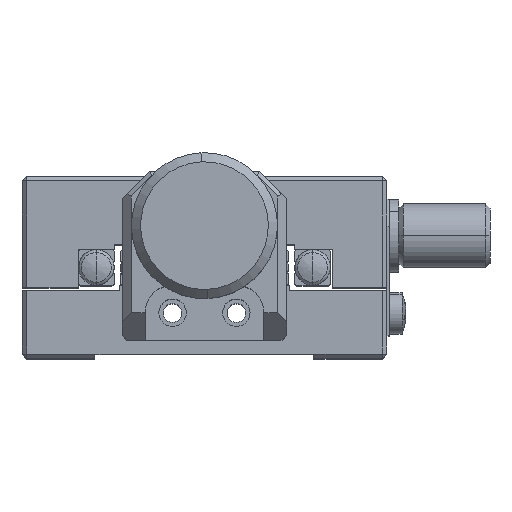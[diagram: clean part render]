
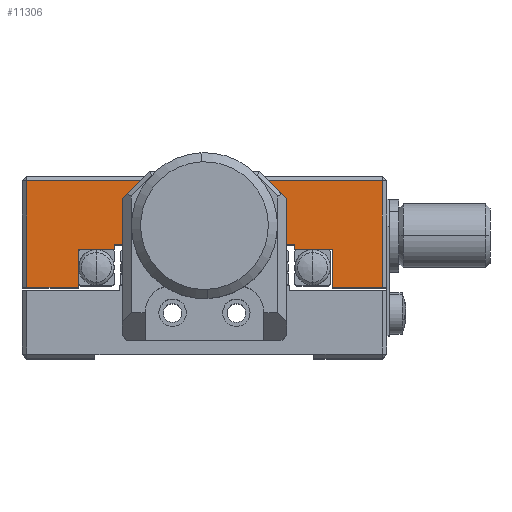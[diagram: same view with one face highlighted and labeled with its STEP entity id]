
A CAD part, top view. The second image highlights one B-rep face of the part: STEP entity #11306.
In plain terms, the highlighted planar face has unit normal (0, 0, 1).
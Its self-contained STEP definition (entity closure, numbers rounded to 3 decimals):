
#210 = LINE ( 'NONE', #7988, #16131 ) ;
#214 = DIRECTION ( 'NONE',  ( 0., 0., 1. ) ) ;
#631 = DIRECTION ( 'NONE',  ( -1., 0., 0. ) ) ;
#691 = CARTESIAN_POINT ( 'NONE',  ( 10.391, -1.02, 71.3 ) ) ;
#753 = LINE ( 'NONE', #16259, #9929 ) ;
#822 = LINE ( 'NONE', #4639, #8055 ) ;
#910 = EDGE_CURVE ( 'NONE', #4278, #18881, #13524, .T. ) ;
#1040 = DIRECTION ( 'NONE',  ( -1., 0., 0. ) ) ;
#1277 = EDGE_CURVE ( 'NONE', #8754, #17354, #6254, .T. ) ;
#1402 = DIRECTION ( 'NONE',  ( -1., 0., 0. ) ) ;
#1473 = FACE_BOUND ( 'NONE', #13678, .T. ) ;
#1563 = ORIENTED_EDGE ( 'NONE', *, *, #19114, .F. ) ;
#1785 = VECTOR ( 'NONE', #9144, 1000. ) ;
#1995 = EDGE_CURVE ( 'NONE', #18807, #19795, #210, .T. ) ;
#2042 = VECTOR ( 'NONE', #2181, 1000. ) ;
#2142 = CARTESIAN_POINT ( 'NONE',  ( 10.391, -5.22, 71.3 ) ) ;
#2181 = DIRECTION ( 'NONE',  ( 0., -1., 0. ) ) ;
#2783 = CARTESIAN_POINT ( 'NONE',  ( -5.109, 1.48, 71.3 ) ) ;
#2844 = CARTESIAN_POINT ( 'NONE',  ( -23.109, -5.22, 71.3 ) ) ;
#3200 = LINE ( 'NONE', #18393, #19131 ) ;
#3394 = CARTESIAN_POINT ( 'NONE',  ( -23.109, -5.22, 71.3 ) ) ;
#3454 = AXIS2_PLACEMENT_3D ( 'NONE', #12555, #214, #17204 ) ;
#3712 = VERTEX_POINT ( 'NONE', #16088 ) ;
#3823 = CARTESIAN_POINT ( 'NONE',  ( 15.891, -5.22, 71.3 ) ) ;
#3985 = AXIS2_PLACEMENT_3D ( 'NONE', #7678, #16936, #6331 ) ;
#4278 = VERTEX_POINT ( 'NONE', #15372 ) ;
#4430 = VECTOR ( 'NONE', #14591, 1000. ) ;
#4585 = EDGE_CURVE ( 'NONE', #10552, #19737, #10853, .T. ) ;
#4639 = CARTESIAN_POINT ( 'NONE',  ( 10.391, -1.02, 71.3 ) ) ;
#4703 = VERTEX_POINT ( 'NONE', #7652 ) ;
#5097 = VECTOR ( 'NONE', #1040, 1000. ) ;
#5242 = ORIENTED_EDGE ( 'NONE', *, *, #1277, .T. ) ;
#5484 = CARTESIAN_POINT ( 'NONE',  ( 15.891, 6.48, 71.3 ) ) ;
#5646 = DIRECTION ( 'NONE',  ( -1., 0., 0. ) ) ;
#5730 = CIRCLE ( 'NONE', #3985, 1.5 ) ;
#5885 = LINE ( 'NONE', #12190, #1785 ) ;
#6221 = CARTESIAN_POINT ( 'NONE',  ( 10.391, -1.02, 71.3 ) ) ;
#6254 = LINE ( 'NONE', #12043, #5097 ) ;
#6331 = DIRECTION ( 'NONE',  ( -1., 0., 0. ) ) ;
#6559 = LINE ( 'NONE', #3823, #4430 ) ;
#7079 = CARTESIAN_POINT ( 'NONE',  ( -23.109, 6.48, 71.3 ) ) ;
#7243 = CARTESIAN_POINT ( 'NONE',  ( -3.609, 1.48, 71.3 ) ) ;
#7510 = DIRECTION ( 'NONE',  ( 1., 0., 0. ) ) ;
#7652 = CARTESIAN_POINT ( 'NONE',  ( -17.409, -1.02, 71.3 ) ) ;
#7678 = CARTESIAN_POINT ( 'NONE',  ( -3.609, 1.48, 71.3 ) ) ;
#7840 = VERTEX_POINT ( 'NONE', #15781 ) ;
#7983 = FACE_OUTER_BOUND ( 'NONE', #14840, .T. ) ;
#7988 = CARTESIAN_POINT ( 'NONE',  ( 16.391, -5.22, 71.3 ) ) ;
#8055 = VECTOR ( 'NONE', #13914, 1000. ) ;
#8502 = ORIENTED_EDGE ( 'NONE', *, *, #16733, .T. ) ;
#8564 = EDGE_CURVE ( 'NONE', #16111, #10552, #822, .T. ) ;
#8754 = VERTEX_POINT ( 'NONE', #5484 ) ;
#8797 = EDGE_CURVE ( 'NONE', #3712, #7840, #13613, .T. ) ;
#9144 = DIRECTION ( 'NONE',  ( 0., -1., 0. ) ) ;
#9220 = AXIS2_PLACEMENT_3D ( 'NONE', #7243, #11909, #5646 ) ;
#9436 = PLANE ( 'NONE',  #3454 ) ;
#9542 = VERTEX_POINT ( 'NONE', #10690 ) ;
#9929 = VECTOR ( 'NONE', #19404, 1000. ) ;
#10552 = VERTEX_POINT ( 'NONE', #2142 ) ;
#10622 = VECTOR ( 'NONE', #7510, 1000. ) ;
#10636 = CARTESIAN_POINT ( 'NONE',  ( 16.391, -5.22, 71.3 ) ) ;
#10690 = CARTESIAN_POINT ( 'NONE',  ( 6.291, -0.52, 71.3 ) ) ;
#10853 = LINE ( 'NONE', #10636, #10622 ) ;
#10924 = ORIENTED_EDGE ( 'NONE', *, *, #11173, .F. ) ;
#10977 = DIRECTION ( 'NONE',  ( 1., 0., 0. ) ) ;
#11071 = LINE ( 'NONE', #691, #16394 ) ;
#11173 = EDGE_CURVE ( 'NONE', #4703, #19795, #753, .T. ) ;
#11306 = ADVANCED_FACE ( 'NONE', ( #7983, #1473 ), #9436, .T. ) ;
#11427 = ORIENTED_EDGE ( 'NONE', *, *, #8564, .T. ) ;
#11701 = ORIENTED_EDGE ( 'NONE', *, *, #13350, .T. ) ;
#11909 = DIRECTION ( 'NONE',  ( 0., 0., -1. ) ) ;
#11943 = ORIENTED_EDGE ( 'NONE', *, *, #19891, .F. ) ;
#12043 = CARTESIAN_POINT ( 'NONE',  ( 16.391, 6.48, 71.3 ) ) ;
#12190 = CARTESIAN_POINT ( 'NONE',  ( 6.291, -0.52, 71.3 ) ) ;
#12199 = CARTESIAN_POINT ( 'NONE',  ( 10.391, -1.02, 71.3 ) ) ;
#12394 = ORIENTED_EDGE ( 'NONE', *, *, #8797, .F. ) ;
#12414 = ORIENTED_EDGE ( 'NONE', *, *, #15478, .T. ) ;
#12555 = CARTESIAN_POINT ( 'NONE',  ( 16.391, -5.22, 71.3 ) ) ;
#12618 = DIRECTION ( 'NONE',  ( 0., -1., 0. ) ) ;
#12875 = ORIENTED_EDGE ( 'NONE', *, *, #910, .T. ) ;
#12944 = CARTESIAN_POINT ( 'NONE',  ( 6.291, -1.02, 71.3 ) ) ;
#13165 = CARTESIAN_POINT ( 'NONE',  ( -13.509, -0.52, 71.3 ) ) ;
#13350 = EDGE_CURVE ( 'NONE', #18881, #4278, #5730, .T. ) ;
#13436 = ORIENTED_EDGE ( 'NONE', *, *, #1995, .T. ) ;
#13524 = CIRCLE ( 'NONE', #9220, 1.5 ) ;
#13533 = DIRECTION ( 'NONE',  ( -1., 0., 0. ) ) ;
#13613 = LINE ( 'NONE', #13165, #2042 ) ;
#13678 = EDGE_LOOP ( 'NONE', ( #11701, #12875 ) ) ;
#13914 = DIRECTION ( 'NONE',  ( 0., -1., 0. ) ) ;
#14433 = VECTOR ( 'NONE', #1402, 1000. ) ;
#14591 = DIRECTION ( 'NONE',  ( 0., 1., 0. ) ) ;
#14597 = VERTEX_POINT ( 'NONE', #12944 ) ;
#14840 = EDGE_LOOP ( 'NONE', ( #15588, #15276, #5242, #8502, #13436, #10924, #11943, #12394, #18203, #12414, #1563, #11427 ) ) ;
#15276 = ORIENTED_EDGE ( 'NONE', *, *, #17324, .T. ) ;
#15372 = CARTESIAN_POINT ( 'NONE',  ( -2.109, 1.48, 71.3 ) ) ;
#15478 = EDGE_CURVE ( 'NONE', #9542, #14597, #5885, .T. ) ;
#15588 = ORIENTED_EDGE ( 'NONE', *, *, #4585, .T. ) ;
#15781 = CARTESIAN_POINT ( 'NONE',  ( -13.509, -1.02, 71.3 ) ) ;
#16088 = CARTESIAN_POINT ( 'NONE',  ( -13.509, -0.52, 71.3 ) ) ;
#16111 = VERTEX_POINT ( 'NONE', #6221 ) ;
#16131 = VECTOR ( 'NONE', #10977, 1000. ) ;
#16259 = CARTESIAN_POINT ( 'NONE',  ( -17.409, -1.02, 71.3 ) ) ;
#16394 = VECTOR ( 'NONE', #631, 1000. ) ;
#16733 = EDGE_CURVE ( 'NONE', #17354, #18807, #17195, .T. ) ;
#16847 = LINE ( 'NONE', #12199, #14433 ) ;
#16936 = DIRECTION ( 'NONE',  ( 0., 0., -1. ) ) ;
#17195 = LINE ( 'NONE', #3394, #19660 ) ;
#17204 = DIRECTION ( 'NONE',  ( 1., 0., 0. ) ) ;
#17324 = EDGE_CURVE ( 'NONE', #19737, #8754, #6559, .T. ) ;
#17354 = VERTEX_POINT ( 'NONE', #7079 ) ;
#17478 = CARTESIAN_POINT ( 'NONE',  ( 15.891, -5.22, 71.3 ) ) ;
#17810 = EDGE_CURVE ( 'NONE', #9542, #3712, #3200, .T. ) ;
#18203 = ORIENTED_EDGE ( 'NONE', *, *, #17810, .F. ) ;
#18393 = CARTESIAN_POINT ( 'NONE',  ( -13.509, -0.52, 71.3 ) ) ;
#18807 = VERTEX_POINT ( 'NONE', #2844 ) ;
#18881 = VERTEX_POINT ( 'NONE', #2783 ) ;
#19114 = EDGE_CURVE ( 'NONE', #16111, #14597, #11071, .T. ) ;
#19131 = VECTOR ( 'NONE', #13533, 1000. ) ;
#19250 = CARTESIAN_POINT ( 'NONE',  ( -17.409, -5.22, 71.3 ) ) ;
#19404 = DIRECTION ( 'NONE',  ( 0., -1., 0. ) ) ;
#19660 = VECTOR ( 'NONE', #12618, 1000. ) ;
#19737 = VERTEX_POINT ( 'NONE', #17478 ) ;
#19795 = VERTEX_POINT ( 'NONE', #19250 ) ;
#19891 = EDGE_CURVE ( 'NONE', #7840, #4703, #16847, .T. ) ;
